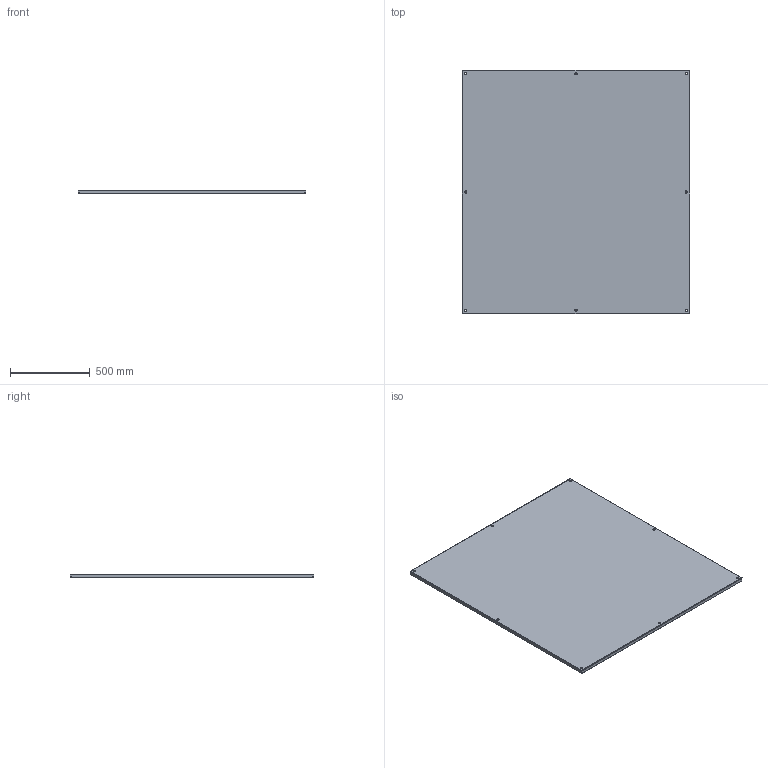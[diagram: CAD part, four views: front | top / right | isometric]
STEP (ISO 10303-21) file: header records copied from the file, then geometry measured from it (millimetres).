
FILE_DESCRIPTION((''),'2;1');
FILE_NAME('WA72P60F1G.stp','2013-06-19T20:34:57',('ypadmaraja'),(''),'Autodesk Inventor 2012','Autodesk Inventor 2012','');
FILE_SCHEMA(('AUTOMOTIVE_DESIGN { 1 0 10303 214 1 1 1 1 }'));
Length unit declared in the file: inch
Products named in the file (1): WA_P_F_G
Bounding box: 1422.4 x 1524 x 22.23 mm (x, y, z)
Volume: 7216180.4 mm3; surface area: 4565927.8 mm2
Topology: 1 solids, 1 shells, 46 faces, 104 edges, 60 vertices
Faces by surface type: plane 22, cylinder 16, bspline 8
Full cylindrical faces by diameter (mm): 14.3 x8
Entity records: 1452 total; most frequent: CARTESIAN_POINT 451, ORIENTED_EDGE 192, DIRECTION 174, EDGE_CURVE 96, EDGE_LOOP 70, VECTOR 64, LINE 64, VERTEX_POINT 60
